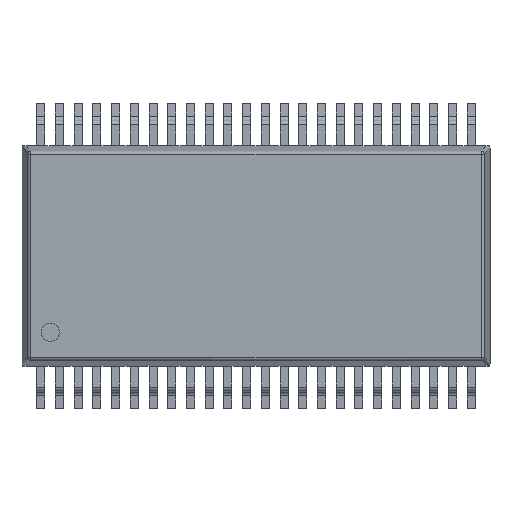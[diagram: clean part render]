
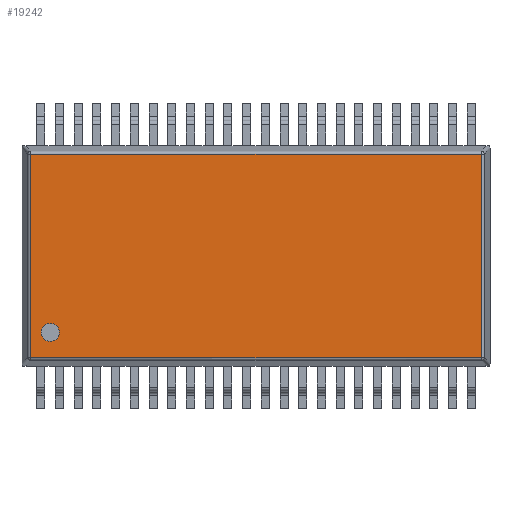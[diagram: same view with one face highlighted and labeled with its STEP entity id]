
A CAD part, top view. The second image highlights one B-rep face of the part: STEP entity #19242.
In plain terms, the highlighted planar face has unit normal (0, 0, 1).
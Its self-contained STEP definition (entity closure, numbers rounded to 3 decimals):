
#17370=CARTESIAN_POINT('Vertex',(-7.642,3.449,2.59)) ;
#17401=CARTESIAN_POINT('Vertex',(-7.642,-3.449,2.59)) ;
#17404=CARTESIAN_POINT('Line Origine',(-7.642,0.,2.59)) ;
#17594=CARTESIAN_POINT('Line Origine',(0.,3.449,2.59)) ;
#17598=CARTESIAN_POINT('Vertex',(7.642,3.449,2.59)) ;
#17618=CARTESIAN_POINT('Line Origine',(0.,-3.449,2.59)) ;
#17622=CARTESIAN_POINT('Vertex',(7.642,-3.449,2.59)) ;
#17684=CARTESIAN_POINT('Line Origine',(7.642,0.,2.59)) ;
#19213=CARTESIAN_POINT('Axis2P3D Location',(0.,0.,2.59)) ;
#19224=CARTESIAN_POINT('Axis2P3D Location',(-6.978,-2.599,2.59)) ;
#19228=CARTESIAN_POINT('Vertex',(-6.671,-2.599,2.59)) ;
#19230=CARTESIAN_POINT('Vertex',(-7.284,-2.599,2.59)) ;
#19233=CARTESIAN_POINT('Axis2P3D Location',(-6.978,-2.599,2.59)) ;
#17405=DIRECTION('Vector Direction',(0.,-1.,0.)) ;
#17595=DIRECTION('Vector Direction',(-1.,0.,0.)) ;
#17619=DIRECTION('Vector Direction',(1.,0.,0.)) ;
#17685=DIRECTION('Vector Direction',(0.,1.,0.)) ;
#19214=DIRECTION('Axis2P3D Direction',(0.,0.,1.)) ;
#19215=DIRECTION('Axis2P3D XDirection',(1.,0.,0.)) ;
#19225=DIRECTION('Axis2P3D Direction',(0.,0.,1.)) ;
#19234=DIRECTION('Axis2P3D Direction',(0.,0.,1.)) ;
#19216=AXIS2_PLACEMENT_3D('Plane Axis2P3D',#19213,#19214,#19215) ;
#19226=AXIS2_PLACEMENT_3D('Circle Axis2P3D',#19224,#19225,$) ;
#19235=AXIS2_PLACEMENT_3D('Circle Axis2P3D',#19233,#19234,$) ;
#19219=ORIENTED_EDGE('',*,*,#17600,.T.) ;
#19220=ORIENTED_EDGE('',*,*,#17408,.T.) ;
#19221=ORIENTED_EDGE('',*,*,#17624,.T.) ;
#19222=ORIENTED_EDGE('',*,*,#17688,.T.) ;
#19239=ORIENTED_EDGE('',*,*,#19232,.F.) ;
#19240=ORIENTED_EDGE('',*,*,#19237,.F.) ;
#19241=FACE_BOUND('',#19238,.T.) ;
#17406=VECTOR('Line Direction',#17405,1.) ;
#17596=VECTOR('Line Direction',#17595,1.) ;
#17620=VECTOR('Line Direction',#17619,1.) ;
#17686=VECTOR('Line Direction',#17685,1.) ;
#19242=ADVANCED_FACE('PartBody',(#19223,#19241),#19217,.T.) ;
#19227=CIRCLE('generated circle',#19226,0.306) ;
#19236=CIRCLE('generated circle',#19235,0.306) ;
#17408=EDGE_CURVE('',#17371,#17402,#17407,.T.) ;
#17600=EDGE_CURVE('',#17599,#17371,#17597,.T.) ;
#17624=EDGE_CURVE('',#17402,#17623,#17621,.T.) ;
#17688=EDGE_CURVE('',#17623,#17599,#17687,.T.) ;
#19232=EDGE_CURVE('',#19229,#19231,#19227,.T.) ;
#19237=EDGE_CURVE('',#19231,#19229,#19236,.T.) ;
#19218=EDGE_LOOP('',(#19219,#19220,#19221,#19222)) ;
#19238=EDGE_LOOP('',(#19239,#19240)) ;
#19223=FACE_OUTER_BOUND('',#19218,.T.) ;
#17407=LINE('Line',#17404,#17406) ;
#17597=LINE('Line',#17594,#17596) ;
#17621=LINE('Line',#17618,#17620) ;
#17687=LINE('Line',#17684,#17686) ;
#19217=PLANE('',#19216) ;
#17371=VERTEX_POINT('',#17370) ;
#17402=VERTEX_POINT('',#17401) ;
#17599=VERTEX_POINT('',#17598) ;
#17623=VERTEX_POINT('',#17622) ;
#19229=VERTEX_POINT('',#19228) ;
#19231=VERTEX_POINT('',#19230) ;
